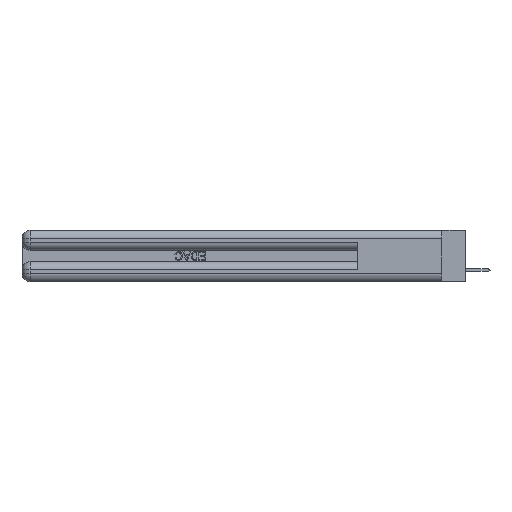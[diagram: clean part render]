
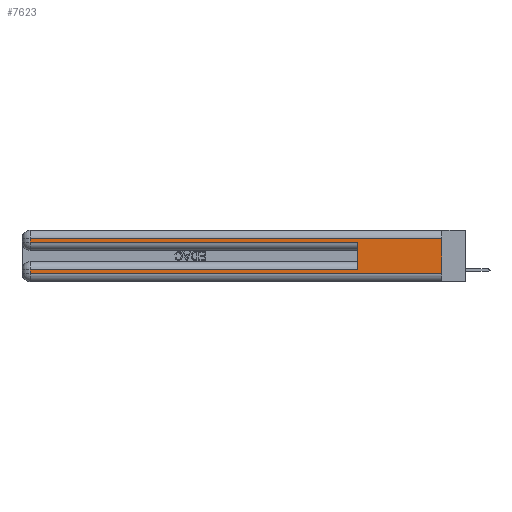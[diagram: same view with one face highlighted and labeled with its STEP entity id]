
A CAD part, left-side view. The second image highlights one B-rep face of the part: STEP entity #7623.
In plain terms, the highlighted planar face has unit normal (-1, 0, 0).
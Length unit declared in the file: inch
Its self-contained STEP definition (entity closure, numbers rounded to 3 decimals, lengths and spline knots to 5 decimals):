
#232 = EDGE_CURVE ( 'NONE', #13822, #17706, #32147, .T. ) ;
#876 = CARTESIAN_POINT ( 'NONE',  ( 0., 2.94, 0.37 ) ) ;
#2016 = CARTESIAN_POINT ( 'NONE',  ( 0., 0.6, 0.145 ) ) ;
#2324 = CARTESIAN_POINT ( 'NONE',  ( 0., 0., 0.06 ) ) ;
#3664 = VERTEX_POINT ( 'NONE', #35118 ) ;
#4439 = DIRECTION ( 'NONE',  ( 0., 0., -1. ) ) ;
#5325 = AXIS2_PLACEMENT_3D ( 'NONE', #28569, #16370, #7293 ) ;
#5664 = CARTESIAN_POINT ( 'NONE',  ( 0., 0., 0.31 ) ) ;
#5734 = CARTESIAN_POINT ( 'NONE',  ( 0., 0.6, 0.085 ) ) ;
#7293 = DIRECTION ( 'NONE',  ( 0., 0., -1. ) ) ;
#7313 = ORIENTED_EDGE ( 'NONE', *, *, #33782, .T. ) ;
#7623 = ADVANCED_FACE ( 'NONE', ( #30269 ), #37064, .F. ) ;
#9511 = LINE ( 'NONE', #26543, #38138 ) ;
#12863 = ORIENTED_EDGE ( 'NONE', *, *, #232, .T. ) ;
#13463 = LINE ( 'NONE', #22888, #39730 ) ;
#13570 = DIRECTION ( 'NONE',  ( 0., 0., -1. ) ) ;
#13822 = VERTEX_POINT ( 'NONE', #29003 ) ;
#13856 = CARTESIAN_POINT ( 'NONE',  ( 0., 0., 0.37 ) ) ;
#14086 = EDGE_CURVE ( 'NONE', #22113, #13822, #13463, .T. ) ;
#14171 = DIRECTION ( 'NONE',  ( 0., -1., 0. ) ) ;
#14727 = LINE ( 'NONE', #13856, #38488 ) ;
#15078 = CARTESIAN_POINT ( 'NONE',  ( 0., 2.94, 0.085 ) ) ;
#16370 = DIRECTION ( 'NONE',  ( 1., 0., 0. ) ) ;
#17706 = VERTEX_POINT ( 'NONE', #19113 ) ;
#17761 = EDGE_CURVE ( 'NONE', #35260, #3664, #27383, .T. ) ;
#18266 = ORIENTED_EDGE ( 'NONE', *, *, #23651, .T. ) ;
#18368 = VECTOR ( 'NONE', #25630, 39.37008 ) ;
#19113 = CARTESIAN_POINT ( 'NONE',  ( 0., 2.94, 0.285 ) ) ;
#20456 = DIRECTION ( 'NONE',  ( 0., -1., 0. ) ) ;
#21209 = EDGE_CURVE ( 'NONE', #34516, #32180, #36895, .T. ) ;
#22113 = VERTEX_POINT ( 'NONE', #5664 ) ;
#22437 = VECTOR ( 'NONE', #13570, 39.37008 ) ;
#22482 = VERTEX_POINT ( 'NONE', #37328 ) ;
#22888 = CARTESIAN_POINT ( 'NONE',  ( 0., 0., 0.31 ) ) ;
#23651 = EDGE_CURVE ( 'NONE', #35260, #34516, #9511, .T. ) ;
#25213 = ORIENTED_EDGE ( 'NONE', *, *, #31278, .F. ) ;
#25630 = DIRECTION ( 'NONE',  ( 0., 0., -1. ) ) ;
#26416 = LINE ( 'NONE', #2324, #38043 ) ;
#26543 = CARTESIAN_POINT ( 'NONE',  ( 0., 0., 0.085 ) ) ;
#27383 = LINE ( 'NONE', #2016, #28323 ) ;
#28323 = VECTOR ( 'NONE', #33464, 39.37008 ) ;
#28569 = CARTESIAN_POINT ( 'NONE',  ( 0., 0., 0.37 ) ) ;
#29003 = CARTESIAN_POINT ( 'NONE',  ( 0., 2.94, 0.31 ) ) ;
#29054 = CARTESIAN_POINT ( 'NONE',  ( 0., 2.94, 0.37 ) ) ;
#29565 = DIRECTION ( 'NONE',  ( 0., 1., 0. ) ) ;
#30130 = CARTESIAN_POINT ( 'NONE',  ( 0., 2.94, 0.06 ) ) ;
#30269 = FACE_OUTER_BOUND ( 'NONE', #33759, .T. ) ;
#31248 = ORIENTED_EDGE ( 'NONE', *, *, #21209, .T. ) ;
#31278 = EDGE_CURVE ( 'NONE', #22113, #22482, #14727, .T. ) ;
#31985 = ORIENTED_EDGE ( 'NONE', *, *, #35654, .T. ) ;
#32147 = LINE ( 'NONE', #29054, #22437 ) ;
#32180 = VERTEX_POINT ( 'NONE', #30130 ) ;
#33464 = DIRECTION ( 'NONE',  ( 0., 0., 1. ) ) ;
#33759 = EDGE_LOOP ( 'NONE', ( #25213, #38612, #12863, #7313, #34363, #18266, #31248, #31985 ) ) ;
#33782 = EDGE_CURVE ( 'NONE', #17706, #3664, #39245, .T. ) ;
#34356 = VECTOR ( 'NONE', #20456, 39.37008 ) ;
#34363 = ORIENTED_EDGE ( 'NONE', *, *, #17761, .F. ) ;
#34516 = VERTEX_POINT ( 'NONE', #15078 ) ;
#35108 = DIRECTION ( 'NONE',  ( 0., 1., 0. ) ) ;
#35118 = CARTESIAN_POINT ( 'NONE',  ( 0., 0.6, 0.285 ) ) ;
#35260 = VERTEX_POINT ( 'NONE', #5734 ) ;
#35654 = EDGE_CURVE ( 'NONE', #32180, #22482, #26416, .T. ) ;
#36895 = LINE ( 'NONE', #876, #18368 ) ;
#37064 = PLANE ( 'NONE',  #5325 ) ;
#37328 = CARTESIAN_POINT ( 'NONE',  ( 0., 0., 0.06 ) ) ;
#38043 = VECTOR ( 'NONE', #14171, 39.37008 ) ;
#38138 = VECTOR ( 'NONE', #29565, 39.37008 ) ;
#38488 = VECTOR ( 'NONE', #4439, 39.37008 ) ;
#38612 = ORIENTED_EDGE ( 'NONE', *, *, #14086, .T. ) ;
#38729 = CARTESIAN_POINT ( 'NONE',  ( 0., 0., 0.285 ) ) ;
#39245 = LINE ( 'NONE', #38729, #34356 ) ;
#39730 = VECTOR ( 'NONE', #35108, 39.37008 ) ;
